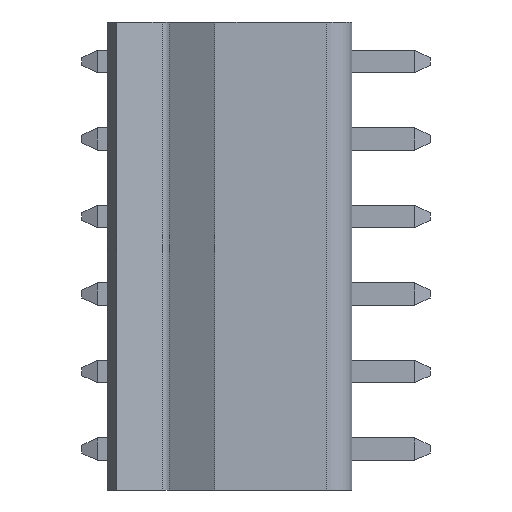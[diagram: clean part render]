
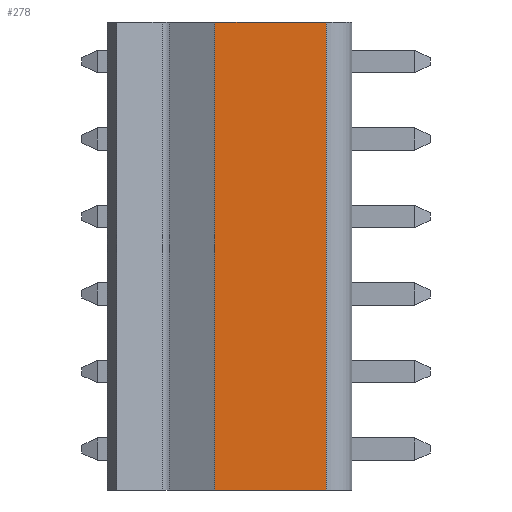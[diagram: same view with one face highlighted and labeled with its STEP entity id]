
A CAD part, left-side view. The second image highlights one B-rep face of the part: STEP entity #278.
In plain terms, the highlighted planar face has unit normal (-1, 0, 0).
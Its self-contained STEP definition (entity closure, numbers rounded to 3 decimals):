
#114 = DIRECTION ( 'NONE',  ( 0., 0., 1. ) ) ;
#145 = EDGE_CURVE ( 'NONE', #1080, #3109, #3014, .T. ) ;
#149 = DIRECTION ( 'NONE',  ( 0., -1., 0. ) ) ;
#245 = VECTOR ( 'NONE', #2031, 1000. ) ;
#278 = ADVANCED_FACE ( 'NONE', ( #1376 ), #1149, .F. ) ;
#407 = AXIS2_PLACEMENT_3D ( 'NONE', #1391, #2594, #2351 ) ;
#436 = VECTOR ( 'NONE', #725, 1000. ) ;
#480 = CARTESIAN_POINT ( 'NONE',  ( 0., 7., 11.95 ) ) ;
#725 = DIRECTION ( 'NONE',  ( 0., 0., -1. ) ) ;
#792 = VERTEX_POINT ( 'NONE', #2237 ) ;
#832 = CARTESIAN_POINT ( 'NONE',  ( 0., 1.3, 11.95 ) ) ;
#861 = VECTOR ( 'NONE', #149, 1000. ) ;
#1080 = VERTEX_POINT ( 'NONE', #480 ) ;
#1117 = CARTESIAN_POINT ( 'NONE',  ( 0., 1.3, -11.95 ) ) ;
#1149 = PLANE ( 'NONE',  #407 ) ;
#1207 = CARTESIAN_POINT ( 'NONE',  ( 0., 7., 11.95 ) ) ;
#1214 = ORIENTED_EDGE ( 'NONE', *, *, #2732, .F. ) ;
#1238 = EDGE_CURVE ( 'NONE', #1508, #792, #2907, .T. ) ;
#1311 = EDGE_LOOP ( 'NONE', ( #2261, #3065, #1214, #2817 ) ) ;
#1376 = FACE_OUTER_BOUND ( 'NONE', #1311, .T. ) ;
#1391 = CARTESIAN_POINT ( 'NONE',  ( 0., 7., 11.95 ) ) ;
#1465 = EDGE_CURVE ( 'NONE', #3109, #1508, #2148, .T. ) ;
#1508 = VERTEX_POINT ( 'NONE', #1117 ) ;
#1535 = CARTESIAN_POINT ( 'NONE',  ( 0., 7., 11.95 ) ) ;
#1610 = VECTOR ( 'NONE', #114, 1000. ) ;
#1838 = CARTESIAN_POINT ( 'NONE',  ( 0., 7., -11.95 ) ) ;
#1957 = CARTESIAN_POINT ( 'NONE',  ( 0., 7., -11.95 ) ) ;
#2031 = DIRECTION ( 'NONE',  ( 0., -1., 0. ) ) ;
#2148 = LINE ( 'NONE', #1838, #861 ) ;
#2237 = CARTESIAN_POINT ( 'NONE',  ( 0., 1.3, 11.95 ) ) ;
#2261 = ORIENTED_EDGE ( 'NONE', *, *, #1465, .T. ) ;
#2351 = DIRECTION ( 'NONE',  ( 0., 1., 0. ) ) ;
#2594 = DIRECTION ( 'NONE',  ( 1., 0., 0. ) ) ;
#2732 = EDGE_CURVE ( 'NONE', #1080, #792, #2970, .T. ) ;
#2817 = ORIENTED_EDGE ( 'NONE', *, *, #145, .T. ) ;
#2907 = LINE ( 'NONE', #832, #1610 ) ;
#2970 = LINE ( 'NONE', #1535, #245 ) ;
#3014 = LINE ( 'NONE', #1207, #436 ) ;
#3065 = ORIENTED_EDGE ( 'NONE', *, *, #1238, .T. ) ;
#3109 = VERTEX_POINT ( 'NONE', #1957 ) ;
